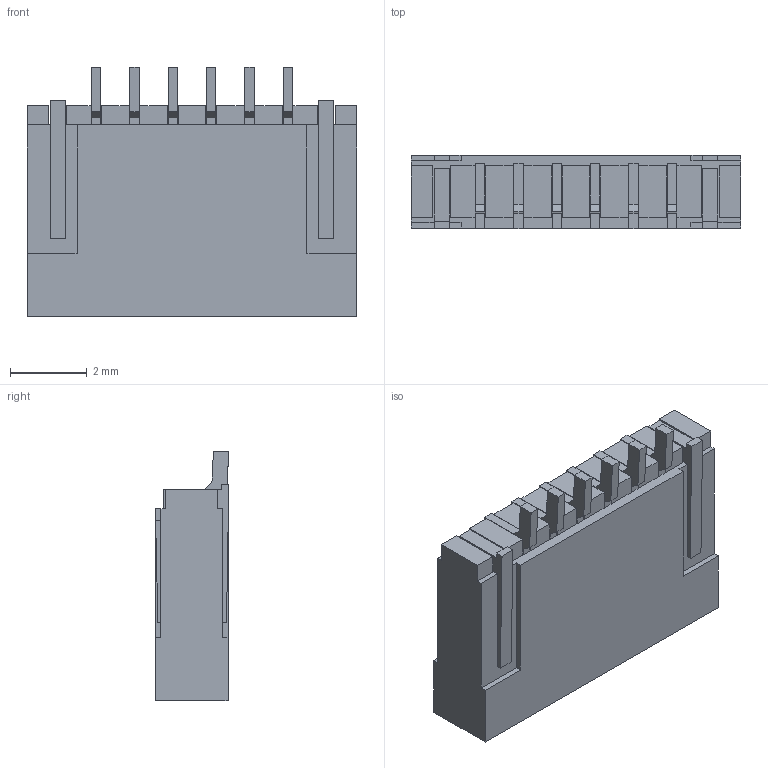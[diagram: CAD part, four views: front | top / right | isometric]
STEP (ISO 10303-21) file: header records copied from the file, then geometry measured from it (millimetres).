
FILE_DESCRIPTION((''),'2;1');
FILE_NAME('HFW_R-2ST_LF','2008-03-27T',('gohd'),('FCI - CDC Division'),'PRO/ENGINEER BY PARAMETRIC TECHNOLOGY CORPORATION, 2006020','PRO/ENGINEER BY PARAMETRIC TECHNOLOGY CORPORATION, 2006020','');
FILE_SCHEMA(('CONFIG_CONTROL_DESIGN'));
Length unit declared in the file: millimetre
Products named in the file (1): HFW_R-2ST_LF
Bounding box: 8.6 x 1.92 x 6.5 mm (x, y, z)
Volume: 74.7 mm3; surface area: 238 mm2
Topology: 1 solids, 1 shells, 186 faces, 486 edges, 324 vertices
Faces by surface type: plane 186
Entity records: 5628 total; most frequent: CARTESIAN_POINT 996, ORIENTED_EDGE 972, DIRECTION 858, VECTOR 486, LINE 486, EDGE_CURVE 486, VERTEX_POINT 324, EDGE_LOOP 208
